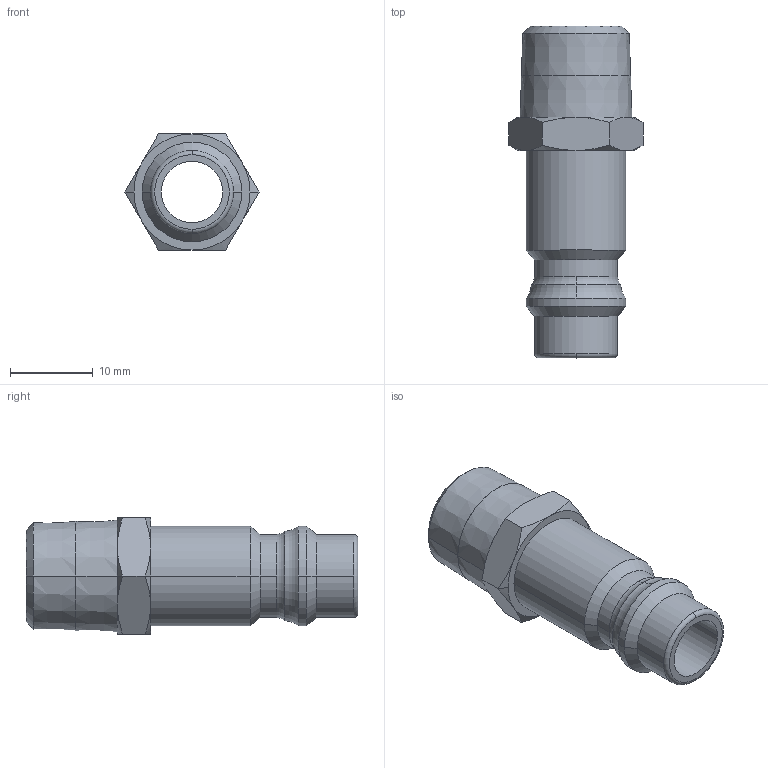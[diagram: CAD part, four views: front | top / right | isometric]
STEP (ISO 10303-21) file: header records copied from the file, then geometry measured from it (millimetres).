
FILE_DESCRIPTION(('STEP AP214'),'1');
FILE_NAME('esi2a_14_na.stp','2020-03-05T09:17:00',('TraceParts'),('TraceParts S.A.'),'Spatial InterOp 3D',' ',' ');
FILE_SCHEMA(('automotive_design'));
Length unit declared in the file: millimetre
Products named in the file (1): 1
Bounding box: 16.17 x 40 x 14 mm (x, y, z)
Volume: 2914.7 mm3; surface area: 2720.2 mm2
Topology: 1 solids, 1 shells, 56 faces, 124 edges, 74 vertices
Faces by surface type: cone 26, cylinder 12, plane 12, torus 6
Entity records: 2040 total; most frequent: CARTESIAN_POINT 351, DIRECTION 282, ORIENTED_EDGE 248, AXIS2_PLACEMENT_3D 125, EDGE_CURVE 124, VERTEX_POINT 74, CIRCLE 68, EDGE_LOOP 62
